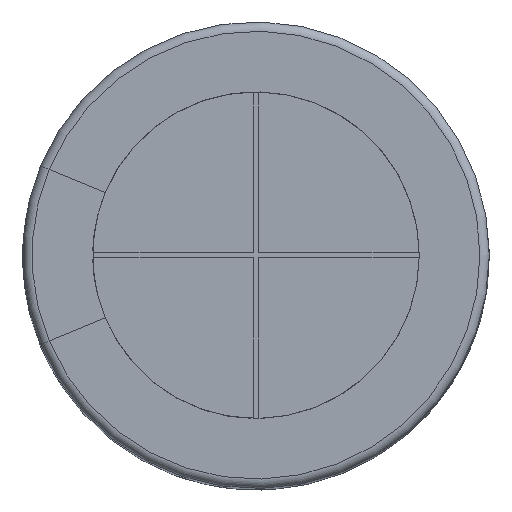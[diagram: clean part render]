
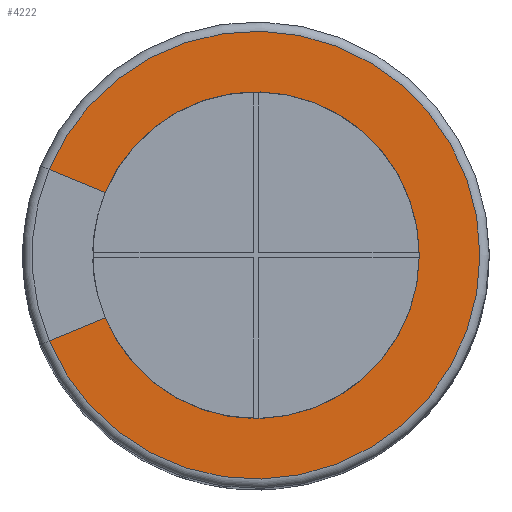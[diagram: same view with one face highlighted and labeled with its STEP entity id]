
A CAD part, top view. The second image highlights one B-rep face of the part: STEP entity #4222.
In plain terms, the highlighted planar face has unit normal (0, 0, 1).
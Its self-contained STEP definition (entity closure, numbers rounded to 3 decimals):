
#3862 = TOROIDAL_SURFACE('',#3863,4.8,0.2);
#3863 = AXIS2_PLACEMENT_3D('',#3864,#3865,#3866);
#3864 = CARTESIAN_POINT('',(0.,0.,19.8));
#3865 = DIRECTION('',(0.,0.,1.));
#3866 = DIRECTION('',(-0.924,0.383,0.));
#3879 = VERTEX_POINT('',#3880);
#3880 = CARTESIAN_POINT('',(-4.435,1.837,20.));
#3902 = VERTEX_POINT('',#3903);
#3903 = CARTESIAN_POINT('',(-4.435,-1.837,20.));
#3918 = PLANE('',#3919);
#3919 = AXIS2_PLACEMENT_3D('',#3920,#3921,#3922);
#3920 = CARTESIAN_POINT('',(0.,0.,20.));
#3921 = DIRECTION('',(0.,-0.,-1.));
#3922 = DIRECTION('',(-0.924,-0.383,0.));
#4110 = EDGE_CURVE('',#3879,#3902,#4111,.T.);
#4111 = SURFACE_CURVE('',#4112,(#4117,#4124),.PCURVE_S1.);
#4112 = CIRCLE('',#4113,4.8);
#4113 = AXIS2_PLACEMENT_3D('',#4114,#4115,#4116);
#4114 = CARTESIAN_POINT('',(0.,0.,20.));
#4115 = DIRECTION('',(0.,0.,-1.));
#4116 = DIRECTION('',(-0.924,0.383,0.));
#4117 = PCURVE('',#3862,#4118);
#4118 = DEFINITIONAL_REPRESENTATION('',(#4119),#4123);
#4119 = LINE('',#4120,#4121);
#4120 = CARTESIAN_POINT('',(-0.,1.571));
#4121 = VECTOR('',#4122,1.);
#4122 = DIRECTION('',(-1.,0.));
#4123 = ( GEOMETRIC_REPRESENTATION_CONTEXT(2)
PARAMETRIC_REPRESENTATION_CONTEXT() REPRESENTATION_CONTEXT('2D SPACE',''
) );
#4124 = PCURVE('',#4125,#4130);
#4125 = PLANE('',#4126);
#4126 = AXIS2_PLACEMENT_3D('',#4127,#4128,#4129);
#4127 = CARTESIAN_POINT('',(0.,0.,20.));
#4128 = DIRECTION('',(-0.,0.,-1.));
#4129 = DIRECTION('',(-0.924,0.383,0.));
#4130 = DEFINITIONAL_REPRESENTATION('',(#4131),#4135);
#4131 = CIRCLE('',#4132,4.8);
#4132 = AXIS2_PLACEMENT_2D('',#4133,#4134);
#4133 = CARTESIAN_POINT('',(0.,0.));
#4134 = DIRECTION('',(1.,0.));
#4135 = ( GEOMETRIC_REPRESENTATION_CONTEXT(2)
PARAMETRIC_REPRESENTATION_CONTEXT() REPRESENTATION_CONTEXT('2D SPACE',''
) );
#4142 = EDGE_CURVE('',#3879,#4143,#4145,.T.);
#4143 = VERTEX_POINT('',#4144);
#4144 = CARTESIAN_POINT('',(-3.234,1.339,20.));
#4145 = SURFACE_CURVE('',#4146,(#4150,#4157),.PCURVE_S1.);
#4146 = LINE('',#4147,#4148);
#4147 = CARTESIAN_POINT('',(-4.435,1.837,20.));
#4148 = VECTOR('',#4149,1.);
#4149 = DIRECTION('',(0.924,-0.383,0.));
#4150 = PCURVE('',#3918,#4151);
#4151 = DEFINITIONAL_REPRESENTATION('',(#4152),#4156);
#4152 = LINE('',#4153,#4154);
#4153 = CARTESIAN_POINT('',(3.394,3.394));
#4154 = VECTOR('',#4155,1.);
#4155 = DIRECTION('',(-0.707,-0.707));
#4156 = ( GEOMETRIC_REPRESENTATION_CONTEXT(2)
PARAMETRIC_REPRESENTATION_CONTEXT() REPRESENTATION_CONTEXT('2D SPACE',''
) );
#4157 = PCURVE('',#4125,#4158);
#4158 = DEFINITIONAL_REPRESENTATION('',(#4159),#4163);
#4159 = LINE('',#4160,#4161);
#4160 = CARTESIAN_POINT('',(4.8,0.));
#4161 = VECTOR('',#4162,1.);
#4162 = DIRECTION('',(-1.,0.));
#4163 = ( GEOMETRIC_REPRESENTATION_CONTEXT(2)
PARAMETRIC_REPRESENTATION_CONTEXT() REPRESENTATION_CONTEXT('2D SPACE',''
) );
#4166 = VERTEX_POINT('',#4167);
#4167 = CARTESIAN_POINT('',(-3.234,-1.339,20.));
#4194 = EDGE_CURVE('',#3902,#4166,#4195,.T.);
#4195 = SURFACE_CURVE('',#4196,(#4200,#4207),.PCURVE_S1.);
#4196 = LINE('',#4197,#4198);
#4197 = CARTESIAN_POINT('',(-4.435,-1.837,20.));
#4198 = VECTOR('',#4199,1.);
#4199 = DIRECTION('',(0.924,0.383,0.));
#4200 = PCURVE('',#3918,#4201);
#4201 = DEFINITIONAL_REPRESENTATION('',(#4202),#4206);
#4202 = LINE('',#4203,#4204);
#4203 = CARTESIAN_POINT('',(4.8,0.));
#4204 = VECTOR('',#4205,1.);
#4205 = DIRECTION('',(-1.,0.));
#4206 = ( GEOMETRIC_REPRESENTATION_CONTEXT(2)
PARAMETRIC_REPRESENTATION_CONTEXT() REPRESENTATION_CONTEXT('2D SPACE',''
) );
#4207 = PCURVE('',#4125,#4208);
#4208 = DEFINITIONAL_REPRESENTATION('',(#4209),#4213);
#4209 = LINE('',#4210,#4211);
#4210 = CARTESIAN_POINT('',(3.394,-3.394));
#4211 = VECTOR('',#4212,1.);
#4212 = DIRECTION('',(-0.707,0.707));
#4213 = ( GEOMETRIC_REPRESENTATION_CONTEXT(2)
PARAMETRIC_REPRESENTATION_CONTEXT() REPRESENTATION_CONTEXT('2D SPACE',''
) );
#4222 = ADVANCED_FACE('',(#4223),#4125,.F.);
#4223 = FACE_BOUND('',#4224,.F.);
#4224 = EDGE_LOOP('',(#4225,#4226,#4227,#4254));
#4225 = ORIENTED_EDGE('',*,*,#4110,.T.);
#4226 = ORIENTED_EDGE('',*,*,#4194,.T.);
#4227 = ORIENTED_EDGE('',*,*,#4228,.F.);
#4228 = EDGE_CURVE('',#4143,#4166,#4229,.T.);
#4229 = SURFACE_CURVE('',#4230,(#4235,#4242),.PCURVE_S1.);
#4230 = CIRCLE('',#4231,3.5);
#4231 = AXIS2_PLACEMENT_3D('',#4232,#4233,#4234);
#4232 = CARTESIAN_POINT('',(0.,0.,20.));
#4233 = DIRECTION('',(0.,0.,-1.));
#4234 = DIRECTION('',(-0.924,0.383,0.));
#4235 = PCURVE('',#4125,#4236);
#4236 = DEFINITIONAL_REPRESENTATION('',(#4237),#4241);
#4237 = CIRCLE('',#4238,3.5);
#4238 = AXIS2_PLACEMENT_2D('',#4239,#4240);
#4239 = CARTESIAN_POINT('',(0.,0.));
#4240 = DIRECTION('',(1.,0.));
#4241 = ( GEOMETRIC_REPRESENTATION_CONTEXT(2)
PARAMETRIC_REPRESENTATION_CONTEXT() REPRESENTATION_CONTEXT('2D SPACE',''
) );
#4242 = PCURVE('',#4243,#4248);
#4243 = CYLINDRICAL_SURFACE('',#4244,3.5);
#4244 = AXIS2_PLACEMENT_3D('',#4245,#4246,#4247);
#4245 = CARTESIAN_POINT('',(0.,0.,20.));
#4246 = DIRECTION('',(-0.,0.,-1.));
#4247 = DIRECTION('',(-0.924,0.383,0.));
#4248 = DEFINITIONAL_REPRESENTATION('',(#4249),#4253);
#4249 = LINE('',#4250,#4251);
#4250 = CARTESIAN_POINT('',(0.,0.));
#4251 = VECTOR('',#4252,1.);
#4252 = DIRECTION('',(1.,0.));
#4253 = ( GEOMETRIC_REPRESENTATION_CONTEXT(2)
PARAMETRIC_REPRESENTATION_CONTEXT() REPRESENTATION_CONTEXT('2D SPACE',''
) );
#4254 = ORIENTED_EDGE('',*,*,#4142,.F.);
